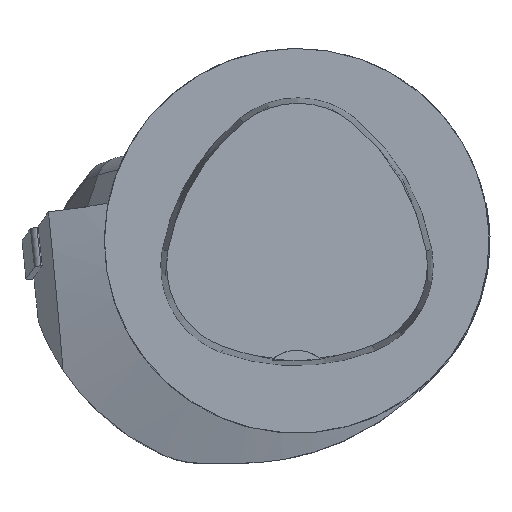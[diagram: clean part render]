
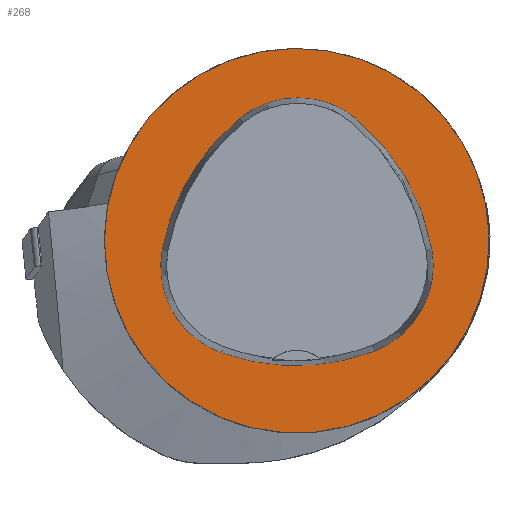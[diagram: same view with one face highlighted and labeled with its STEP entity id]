
A CAD part, top view. The second image highlights one B-rep face of the part: STEP entity #268.
In plain terms, the highlighted planar face has unit normal (0, 0, 1).
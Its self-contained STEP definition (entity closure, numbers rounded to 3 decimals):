
#268=ADVANCED_FACE('',(#668,#669),#340,.T.);
#340=PLANE('',#1822);
#668=FACE_BOUND('',#714,.T.);
#669=FACE_BOUND('',#715,.T.);
#714=EDGE_LOOP('',(#971,#972,#973,#974,#975,#976));
#715=EDGE_LOOP('',(#977));
#971=ORIENTED_EDGE('',*,*,#1516,.T.);
#972=ORIENTED_EDGE('',*,*,#1496,.T.);
#973=ORIENTED_EDGE('',*,*,#1500,.T.);
#974=ORIENTED_EDGE('',*,*,#1503,.T.);
#975=ORIENTED_EDGE('',*,*,#1506,.T.);
#976=ORIENTED_EDGE('',*,*,#1514,.T.);
#977=ORIENTED_EDGE('',*,*,#1486,.F.);
#1311=VERTEX_POINT('',#2699);
#1320=VERTEX_POINT('',#2719);
#1321=VERTEX_POINT('',#2720);
#1324=VERTEX_POINT('',#2728);
#1326=VERTEX_POINT('',#2734);
#1328=VERTEX_POINT('',#2740);
#1335=VERTEX_POINT('',#2761);
#1486=EDGE_CURVE('',#1311,#1311,#1629,.T.);
#1496=EDGE_CURVE('',#1320,#1321,#1630,.T.);
#1500=EDGE_CURVE('',#1321,#1324,#1632,.T.);
#1503=EDGE_CURVE('',#1324,#1326,#1634,.T.);
#1506=EDGE_CURVE('',#1326,#1328,#1636,.T.);
#1514=EDGE_CURVE('',#1328,#1335,#1640,.T.);
#1516=EDGE_CURVE('',#1335,#1320,#1642,.T.);
#1629=CIRCLE('',#1793,31.5);
#1630=CIRCLE('',#1800,36.);
#1632=CIRCLE('',#1803,15.);
#1634=CIRCLE('',#1806,36.);
#1636=CIRCLE('',#1809,15.);
#1640=CIRCLE('',#1814,36.);
#1642=CIRCLE('',#1817,15.);
#1793=AXIS2_PLACEMENT_3D('',#2698,#2075,#2076);
#1800=AXIS2_PLACEMENT_3D('',#2718,#2093,#2094);
#1803=AXIS2_PLACEMENT_3D('',#2727,#2101,#2102);
#1806=AXIS2_PLACEMENT_3D('',#2733,#2108,#2109);
#1809=AXIS2_PLACEMENT_3D('',#2739,#2115,#2116);
#1814=AXIS2_PLACEMENT_3D('',#2762,#2127,#2128);
#1817=AXIS2_PLACEMENT_3D('',#2765,#2133,#2134);
#1822=AXIS2_PLACEMENT_3D('',#2770,#2143,#2144);
#2075=DIRECTION('',(0.,0.,-1.));
#2076=DIRECTION('',(-1.,0.,0.));
#2093=DIRECTION('',(0.,0.,-1.));
#2094=DIRECTION('',(-1.,0.,0.));
#2101=DIRECTION('',(0.,0.,-1.));
#2102=DIRECTION('',(-1.,0.,0.));
#2108=DIRECTION('',(0.,0.,-1.));
#2109=DIRECTION('',(-1.,0.,0.));
#2115=DIRECTION('',(0.,0.,-1.));
#2116=DIRECTION('',(-1.,0.,0.));
#2127=DIRECTION('',(0.,0.,-1.));
#2128=DIRECTION('',(-1.,0.,0.));
#2133=DIRECTION('',(0.,0.,-1.));
#2134=DIRECTION('',(-1.,0.,0.));
#2143=DIRECTION('',(0.,0.,1.));
#2144=DIRECTION('',(1.,0.,0.));
#2698=CARTESIAN_POINT('',(0.,0.,0.));
#2699=CARTESIAN_POINT('',(-31.5,0.,0.));
#2718=CARTESIAN_POINT('',(13.398,-7.893,0.));
#2719=CARTESIAN_POINT('',(-22.041,-1.562,0.));
#2720=CARTESIAN_POINT('',(-9.317,20.036,0.));
#2727=CARTESIAN_POINT('',(0.148,8.399,0.));
#2728=CARTESIAN_POINT('',(9.779,19.898,0.));
#2733=CARTESIAN_POINT('',(-13.337,-7.7,0.));
#2734=CARTESIAN_POINT('',(22.122,-1.48,0.));
#2739=CARTESIAN_POINT('',(7.347,-4.071,0.));
#2740=CARTESIAN_POINT('',(12.693,-18.087,0.));
#2761=CARTESIAN_POINT('',(-12.373,-18.307,0.));
#2762=CARTESIAN_POINT('',(-0.137,15.55,0.));
#2765=CARTESIAN_POINT('',(-7.275,-4.2,0.));
#2770=CARTESIAN_POINT('',(0.,0.,0.));
